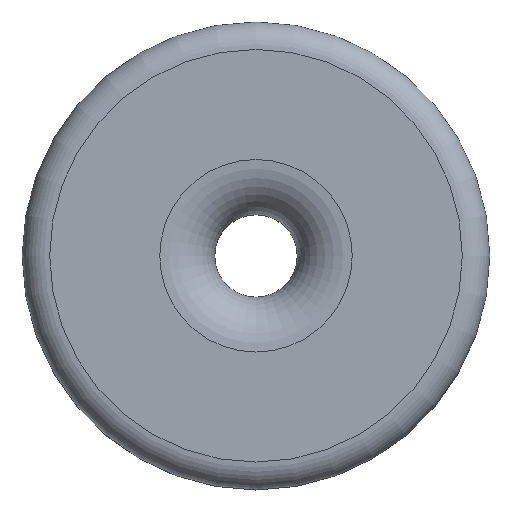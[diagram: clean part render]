
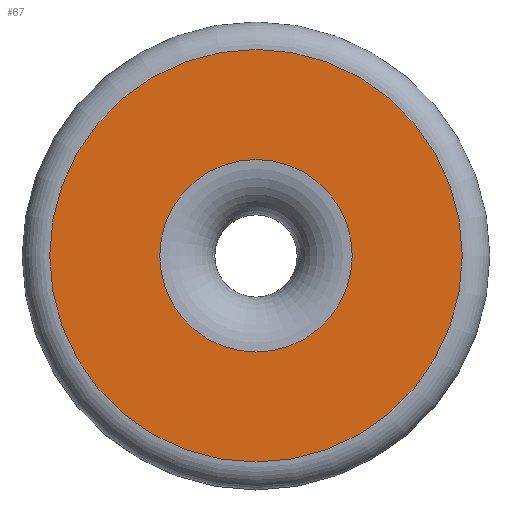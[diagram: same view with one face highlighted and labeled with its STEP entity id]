
A CAD part, top view. The second image highlights one B-rep face of the part: STEP entity #67.
In plain terms, the highlighted planar face has unit normal (0, 0, 1).
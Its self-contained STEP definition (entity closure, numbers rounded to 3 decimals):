
#67=ADVANCED_FACE('',(#139,#141),#143,.T.);
#139=FACE_BOUND('',#140,.T.);
#140=EDGE_LOOP('',(#204));
#141=FACE_BOUND('',#142,.T.);
#142=EDGE_LOOP('',(#205));
#143=PLANE('',#144);
#144=AXIS2_PLACEMENT_3D('',#145,#146,#147);
#145=CARTESIAN_POINT('',(0.,0.,10.));
#146=DIRECTION('',(0.,0.,1.));
#147=DIRECTION('',(1.,0.,0.));
#204=ORIENTED_EDGE('',*,*,#220,.T.);
#205=ORIENTED_EDGE('',*,*,#221,.T.);
#220=EDGE_CURVE('',#230,#230,#231,.T.);
#221=EDGE_CURVE('',#232,#232,#233,.F.);
#230=VERTEX_POINT('',#252);
#231=CIRCLE('',#253,7.5);
#232=VERTEX_POINT('',#257);
#233=CIRCLE('',#258,3.5);
#252=CARTESIAN_POINT('',(7.5,0.,10.));
#253=AXIS2_PLACEMENT_3D('',#254,#255,#256);
#254=CARTESIAN_POINT('',(0.,0.,10.));
#255=DIRECTION('',(0.,0.,1.));
#256=DIRECTION('',(1.,0.,0.));
#257=CARTESIAN_POINT('',(3.5,0.,10.));
#258=AXIS2_PLACEMENT_3D('',#259,#260,#261);
#259=CARTESIAN_POINT('',(0.,0.,10.));
#260=DIRECTION('',(0.,0.,1.));
#261=DIRECTION('',(1.,0.,0.));
